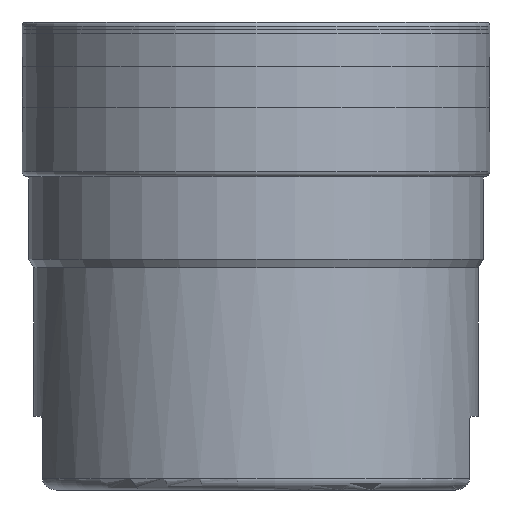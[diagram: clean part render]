
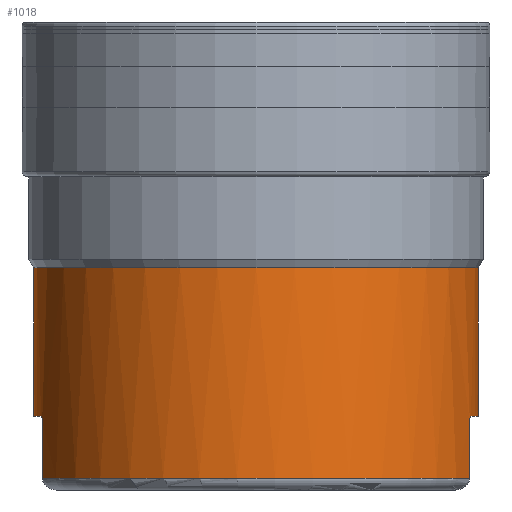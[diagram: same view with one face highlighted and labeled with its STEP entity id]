
A CAD part, left-side view. The second image highlights one B-rep face of the part: STEP entity #1018.
In plain terms, the highlighted cylindrical face has radius 19 mm (diameter 38 mm), a partial arc.
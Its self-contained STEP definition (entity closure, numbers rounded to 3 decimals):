
#124=DIRECTION('',(0.,0.,-1.));
#125=VECTOR('',#124,4.9);
#126=CARTESIAN_POINT('',(-5.2,-18.275,5.9));
#127=LINE('',#126,#125);
#128=DIRECTION('',(0.,0.,-1.));
#129=VECTOR('',#128,4.9);
#130=CARTESIAN_POINT('',(-5.2,18.275,5.9));
#131=LINE('',#130,#129);
#159=CARTESIAN_POINT('',(-5.2,-18.275,5.9));
#160=CARTESIAN_POINT('',(-5.2,-18.275,5.941));
#161=CARTESIAN_POINT('',(-5.188,-18.278,6.023));
#162=CARTESIAN_POINT('',(-5.129,-18.295,6.139));
#163=CARTESIAN_POINT('',(-5.042,-18.319,6.226));
#164=CARTESIAN_POINT('',(-4.927,-18.35,6.287));
#165=CARTESIAN_POINT('',(-4.842,-18.373,6.3));
#166=CARTESIAN_POINT('',(-4.8,-18.384,6.3));
#168=CARTESIAN_POINT('',(0.,0.,6.3));
#169=DIRECTION('',(0.,0.,-1.));
#170=DIRECTION('',(0.,-1.,0.));
#171=AXIS2_PLACEMENT_3D('',#168,#169,#170);
#193=CARTESIAN_POINT('',(0.,0.,6.3));
#194=DIRECTION('',(0.,0.,-1.));
#195=DIRECTION('',(-0.253,0.968,0.));
#196=AXIS2_PLACEMENT_3D('',#193,#194,#195);
#198=CARTESIAN_POINT('',(0.,0.,1.));
#199=DIRECTION('',(0.,0.,1.));
#200=DIRECTION('',(-0.274,0.962,0.));
#201=AXIS2_PLACEMENT_3D('',#198,#199,#200);
#203=DIRECTION('',(0.,0.,1.));
#204=VECTOR('',#203,12.7);
#205=CARTESIAN_POINT('',(0.,19.,6.3));
#206=LINE('',#205,#204);
#207=DIRECTION('',(0.,0.,1.));
#208=VECTOR('',#207,12.7);
#209=CARTESIAN_POINT('',(0.,-19.,6.3));
#210=LINE('',#209,#208);
#215=CARTESIAN_POINT('',(-4.8,18.384,6.3));
#216=CARTESIAN_POINT('',(-4.842,18.373,6.3));
#217=CARTESIAN_POINT('',(-4.927,18.35,6.287));
#218=CARTESIAN_POINT('',(-5.042,18.319,6.226));
#219=CARTESIAN_POINT('',(-5.129,18.295,6.139));
#220=CARTESIAN_POINT('',(-5.188,18.278,6.023));
#221=CARTESIAN_POINT('',(-5.2,18.275,5.941));
#222=CARTESIAN_POINT('',(-5.2,18.275,5.9));
#523=CARTESIAN_POINT('',(0.,0.,19.));
#524=DIRECTION('',(0.,0.,1.));
#525=DIRECTION('',(0.,1.,0.));
#526=AXIS2_PLACEMENT_3D('',#523,#524,#525);
#699=CARTESIAN_POINT('',(-4.8,-18.384,6.3));
#701=VERTEX_POINT('',#699);
#703=CARTESIAN_POINT('',(-5.2,-18.275,5.9));
#705=VERTEX_POINT('',#703);
#714=CARTESIAN_POINT('',(-4.8,18.384,6.3));
#716=VERTEX_POINT('',#714);
#718=CARTESIAN_POINT('',(-5.2,18.275,5.9));
#720=VERTEX_POINT('',#718);
#754=CARTESIAN_POINT('',(0.,19.,19.));
#756=VERTEX_POINT('',#754);
#758=CARTESIAN_POINT('',(0.,-19.,19.));
#760=VERTEX_POINT('',#758);
#762=CARTESIAN_POINT('',(0.,19.,6.3));
#763=VERTEX_POINT('',#762);
#764=CARTESIAN_POINT('',(0.,-19.,6.3));
#765=VERTEX_POINT('',#764);
#766=CARTESIAN_POINT('',(-5.2,18.275,1.));
#767=CARTESIAN_POINT('',(-5.2,-18.275,1.));
#768=VERTEX_POINT('',#766);
#769=VERTEX_POINT('',#767);
#997=CARTESIAN_POINT('',(0.,0.,41.225));
#998=DIRECTION('',(0.,0.,-1.));
#999=DIRECTION('',(0.,-1.,0.));
#1000=AXIS2_PLACEMENT_3D('',#997,#998,#999);
#1001=CYLINDRICAL_SURFACE('',#1000,19.);
#1002=ORIENTED_EDGE('',*,*,#968,.T.);
#1003=ORIENTED_EDGE('',*,*,#957,.F.);
#1004=ORIENTED_EDGE('',*,*,#925,.T.);
#1005=ORIENTED_EDGE('',*,*,#908,.F.);
#1006=ORIENTED_EDGE('',*,*,#937,.F.);
#1008=ORIENTED_EDGE('',*,*,#1007,.F.);
#1009=ORIENTED_EDGE('',*,*,#992,.T.);
#1011=ORIENTED_EDGE('',*,*,#1010,.T.);
#1013=ORIENTED_EDGE('',*,*,#1012,.T.);
#1015=ORIENTED_EDGE('',*,*,#1014,.F.);
#1016=EDGE_LOOP('',(#1002,#1003,#1004,#1005,#1006,#1008,#1009,#1011,#1013,
#1015));
#1017=FACE_OUTER_BOUND('',#1016,.F.);
#1018=ADVANCED_FACE('',(#1017),#1001,.T.);
#167=B_SPLINE_CURVE_WITH_KNOTS('',3,(#159,#160,#161,#162,#163,#164,#165,#166),
.UNSPECIFIED.,.F.,.F.,(4,1,1,1,1,4),(0.,0.2,0.4,0.6,0.8,1.),
.UNSPECIFIED.);
#172=CIRCLE('',#171,19.);
#197=CIRCLE('',#196,19.);
#202=CIRCLE('',#201,19.);
#223=B_SPLINE_CURVE_WITH_KNOTS('',3,(#215,#216,#217,#218,#219,#220,#221,#222),
.UNSPECIFIED.,.F.,.F.,(4,1,1,1,1,4),(0.,0.2,0.4,0.6,0.8,1.),
.UNSPECIFIED.);
#527=CIRCLE('',#526,19.);
#908=EDGE_CURVE('',#768,#769,#202,.T.);
#925=EDGE_CURVE('',#705,#769,#127,.T.);
#937=EDGE_CURVE('',#720,#768,#131,.T.);
#957=EDGE_CURVE('',#705,#701,#167,.T.);
#968=EDGE_CURVE('',#765,#701,#172,.T.);
#992=EDGE_CURVE('',#716,#763,#197,.T.);
#1007=EDGE_CURVE('',#716,#720,#223,.T.);
#1010=EDGE_CURVE('',#763,#756,#206,.T.);
#1012=EDGE_CURVE('',#756,#760,#527,.T.);
#1014=EDGE_CURVE('',#765,#760,#210,.T.);
